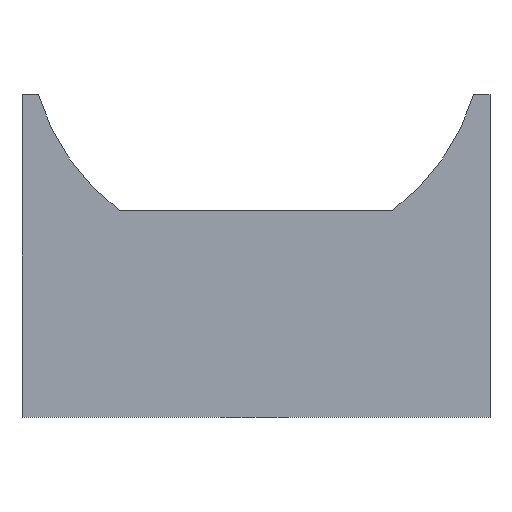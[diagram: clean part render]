
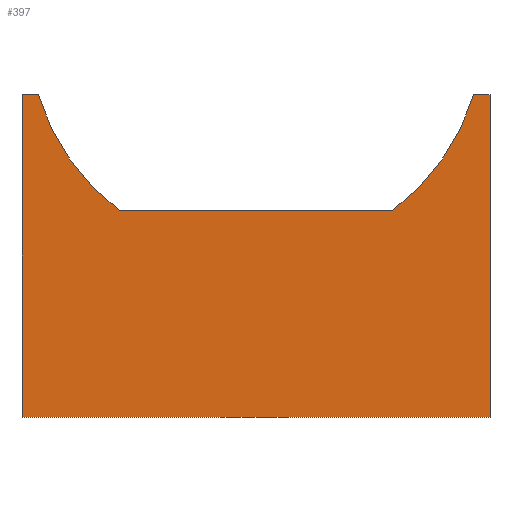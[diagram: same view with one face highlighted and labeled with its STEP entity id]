
A CAD part, front view. The second image highlights one B-rep face of the part: STEP entity #397.
In plain terms, the highlighted planar face has unit normal (0, -1, 0).
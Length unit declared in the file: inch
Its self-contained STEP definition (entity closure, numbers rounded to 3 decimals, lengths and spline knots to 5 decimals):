
#24=CIRCLE('',#436,0.38898);
#25=CIRCLE('',#437,0.38898);
#37=FACE_OUTER_BOUND('',#61,.T.);
#61=EDGE_LOOP('',(#270,#271,#272,#273,#274,#275,#276,#277));
#91=LINE('',#595,#134);
#93=LINE('',#600,#136);
#94=LINE('',#602,#137);
#95=LINE('',#604,#138);
#96=LINE('',#606,#139);
#97=LINE('',#608,#140);
#134=VECTOR('',#476,0.3937);
#136=VECTOR('',#480,0.3937);
#137=VECTOR('',#481,0.3937);
#138=VECTOR('',#482,0.3937);
#139=VECTOR('',#483,0.3937);
#140=VECTOR('',#484,0.3937);
#177=VERTEX_POINT('',#592);
#178=VERTEX_POINT('',#594);
#179=VERTEX_POINT('',#598);
#180=VERTEX_POINT('',#599);
#181=VERTEX_POINT('',#601);
#182=VERTEX_POINT('',#603);
#183=VERTEX_POINT('',#605);
#184=VERTEX_POINT('',#607);
#213=EDGE_CURVE('',#178,#177,#91,.T.);
#215=EDGE_CURVE('',#179,#180,#93,.T.);
#216=EDGE_CURVE('',#180,#181,#94,.T.);
#217=EDGE_CURVE('',#181,#182,#95,.T.);
#218=EDGE_CURVE('',#182,#183,#96,.T.);
#219=EDGE_CURVE('',#183,#184,#97,.T.);
#220=EDGE_CURVE('',#184,#178,#24,.T.);
#221=EDGE_CURVE('',#177,#179,#25,.T.);
#270=ORIENTED_EDGE('',*,*,#215,.T.);
#271=ORIENTED_EDGE('',*,*,#216,.T.);
#272=ORIENTED_EDGE('',*,*,#217,.T.);
#273=ORIENTED_EDGE('',*,*,#218,.T.);
#274=ORIENTED_EDGE('',*,*,#219,.T.);
#275=ORIENTED_EDGE('',*,*,#220,.T.);
#276=ORIENTED_EDGE('',*,*,#213,.T.);
#277=ORIENTED_EDGE('',*,*,#221,.T.);
#377=PLANE('',#435);
#397=ADVANCED_FACE('',(#37),#377,.T.);
#435=AXIS2_PLACEMENT_3D('',#597,#478,#479);
#436=AXIS2_PLACEMENT_3D('',#609,#485,#486);
#437=AXIS2_PLACEMENT_3D('',#610,#487,#488);
#476=DIRECTION('',(-1.,0.,0.));
#478=DIRECTION('center_axis',(0.,-1.,0.));
#479=DIRECTION('ref_axis',(1.,0.,0.));
#480=DIRECTION('',(-1.,0.,0.));
#481=DIRECTION('',(0.,0.,-1.));
#482=DIRECTION('',(1.,0.,0.));
#483=DIRECTION('',(0.,0.,1.));
#484=DIRECTION('',(-1.,0.,0.));
#485=DIRECTION('center_axis',(0.,1.,0.));
#486=DIRECTION('ref_axis',(-0.957,0.,-0.291));
#487=DIRECTION('center_axis',(0.,1.,0.));
#488=DIRECTION('ref_axis',(-0.957,0.,-0.291));
#592=CARTESIAN_POINT('',(-1.02302,-2.31744,-1.68028));
#594=CARTESIAN_POINT('',(-0.55572,-2.31744,-1.68028));
#595=CARTESIAN_POINT('',(-0.55572,-2.31744,-1.68028));
#597=CARTESIAN_POINT('Origin',(-0.78937,-2.31744,-1.75827));
#598=CARTESIAN_POINT('',(-1.16145,-2.31744,-1.48268));
#599=CARTESIAN_POINT('',(-1.18937,-2.31744,-1.48268));
#600=CARTESIAN_POINT('',(-1.16145,-2.31744,-1.48268));
#601=CARTESIAN_POINT('',(-1.18937,-2.31744,-2.03386));
#602=CARTESIAN_POINT('',(-1.18937,-2.31744,-1.48268));
#603=CARTESIAN_POINT('',(-0.38937,-2.31744,-2.03386));
#604=CARTESIAN_POINT('',(-1.18937,-2.31744,-2.03386));
#605=CARTESIAN_POINT('',(-0.38937,-2.31744,-1.48268));
#606=CARTESIAN_POINT('',(-0.38937,-2.31744,-2.03386));
#607=CARTESIAN_POINT('',(-0.41729,-2.31744,-1.48268));
#608=CARTESIAN_POINT('',(-0.38937,-2.31744,-1.48268));
#609=CARTESIAN_POINT('Origin',(-0.78937,-2.31744,-1.36929));
#610=CARTESIAN_POINT('Origin',(-0.78937,-2.31744,-1.36929));
